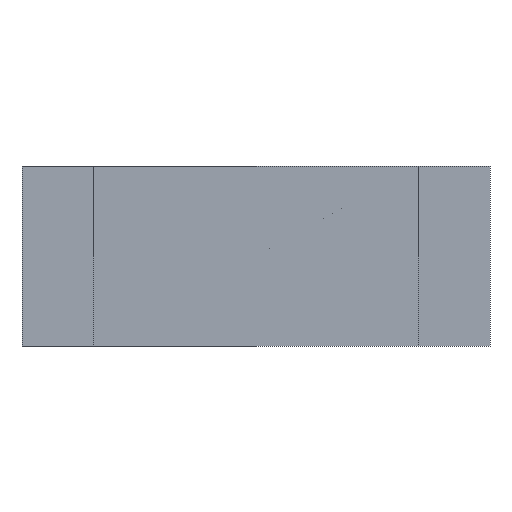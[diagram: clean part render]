
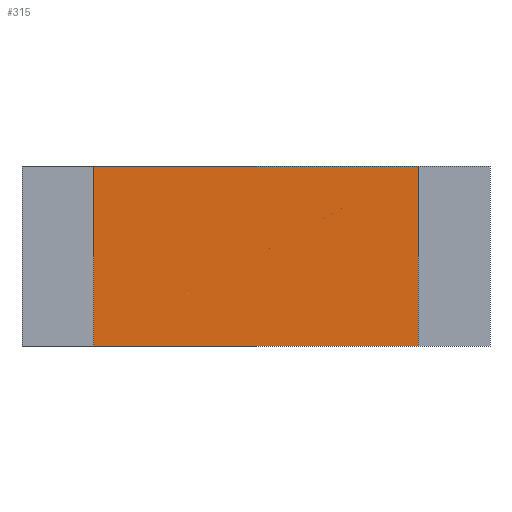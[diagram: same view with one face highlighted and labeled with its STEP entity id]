
A CAD part, front view. The second image highlights one B-rep face of the part: STEP entity #315.
In plain terms, the highlighted planar face has unit normal (0, -1, 0).
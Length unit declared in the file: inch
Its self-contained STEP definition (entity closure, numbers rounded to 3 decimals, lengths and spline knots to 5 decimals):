
#13=DIRECTION('',(1.,0.,0.));
#14=VECTOR('',#13,0.9);
#15=CARTESIAN_POINT('',(0.,0.,0.));
#16=LINE('',#15,#14);
#25=DIRECTION('',(0.,0.,1.));
#26=VECTOR('',#25,0.5);
#27=CARTESIAN_POINT('',(0.9,0.,0.));
#28=LINE('',#27,#26);
#57=DIRECTION('',(1.,0.,0.));
#58=VECTOR('',#57,0.9);
#59=CARTESIAN_POINT('',(0.,0.,0.5));
#60=LINE('',#59,#58);
#81=DIRECTION('',(0.,0.,1.));
#82=VECTOR('',#81,0.5);
#83=CARTESIAN_POINT('',(0.,0.,0.));
#84=LINE('',#83,#82);
#133=CARTESIAN_POINT('',(0.,0.,0.));
#134=CARTESIAN_POINT('',(0.9,0.,0.));
#135=VERTEX_POINT('',#133);
#136=VERTEX_POINT('',#134);
#137=CARTESIAN_POINT('',(0.,0.,0.5));
#138=CARTESIAN_POINT('',(0.9,0.,0.5));
#139=VERTEX_POINT('',#137);
#140=VERTEX_POINT('',#138);
#304=CARTESIAN_POINT('',(0.,0.,0.));
#305=DIRECTION('',(0.,-1.,0.));
#306=DIRECTION('',(1.,0.,0.));
#307=AXIS2_PLACEMENT_3D('',#304,#305,#306);
#308=PLANE('',#307);
#309=ORIENTED_EDGE('',*,*,#196,.F.);
#310=ORIENTED_EDGE('',*,*,#283,.T.);
#311=ORIENTED_EDGE('',*,*,#267,.T.);
#312=ORIENTED_EDGE('',*,*,#213,.F.);
#313=EDGE_LOOP('',(#309,#310,#311,#312));
#314=FACE_OUTER_BOUND('',#313,.F.);
#315=ADVANCED_FACE('',(#314),#308,.T.);
#196=EDGE_CURVE('',#135,#136,#16,.T.);
#213=EDGE_CURVE('',#136,#140,#28,.T.);
#267=EDGE_CURVE('',#139,#140,#60,.T.);
#283=EDGE_CURVE('',#135,#139,#84,.T.);
